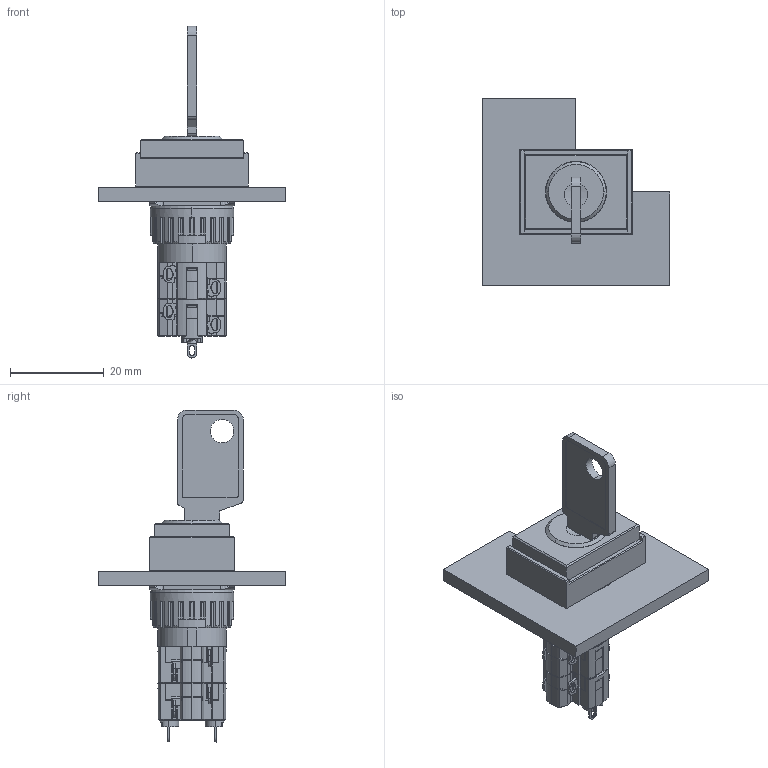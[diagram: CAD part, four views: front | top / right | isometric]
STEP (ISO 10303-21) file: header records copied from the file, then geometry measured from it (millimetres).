
FILE_DESCRIPTION (( 'STEP AP214' ), '1' );
FILE_NAME ('default.step', '2013-06-03T01:27:38', ( 'Windows User' ), ( '' ), 'SwSTEP 2.0', 'SolidWorks 2013', '' );
FILE_SCHEMA (( 'AUTOMOTIVE_DESIGN' ));
Length unit declared in the file: millimetre
Products named in the file (1): default
Bounding box: 40 x 40 x 70.75 mm (x, y, z)
Volume: 10812.2 mm3; surface area: 13438.6 mm2
Topology: 20 solids, 20 shells, 1358 faces, 3723 edges, 2402 vertices
Faces by surface type: plane 987, cylinder 283, cone 56, bspline 16, torus 14, sphere 2
Entity records: 58262 total; most frequent: CARTESIAN_POINT 8254, ORIENTED_EDGE 7446, DIRECTION 7031, EDGE_CURVE 3723, VECTOR 2841, LINE 2841, VERTEX_POINT 2402, AXIS2_PLACEMENT_3D 2095
